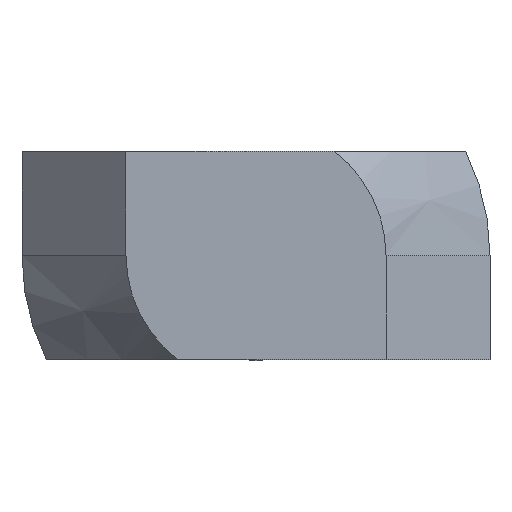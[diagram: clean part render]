
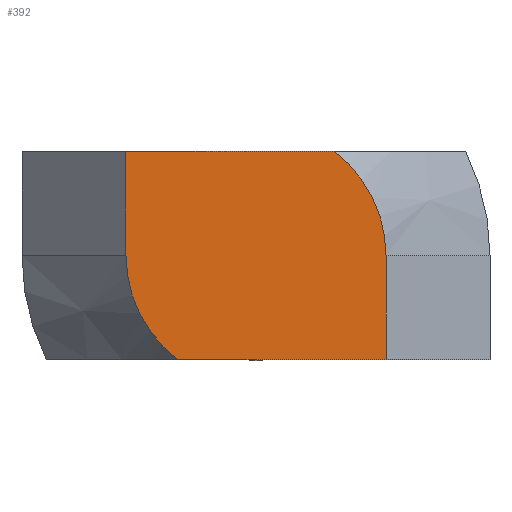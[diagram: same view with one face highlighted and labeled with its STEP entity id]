
A CAD part, top view. The second image highlights one B-rep face of the part: STEP entity #392.
In plain terms, the highlighted planar face has unit normal (0, 0, 1).
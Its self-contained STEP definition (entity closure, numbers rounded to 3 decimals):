
#47=LINE('',#651,#81);
#51=LINE('',#659,#85);
#53=LINE('',#662,#87);
#54=LINE('',#664,#88);
#81=VECTOR('',#530,4.);
#85=VECTOR('',#538,4.);
#87=VECTOR('',#542,8.);
#88=VECTOR('',#545,8.);
#100=PLANE('',#432);
#134=FACE_OUTER_BOUND('',#162,.T.);
#162=EDGE_LOOP('',(#351,#352,#353,#354,#355,#356));
#175=CIRCLE('',#420,5.);
#178=CIRCLE('',#426,5.);
#202=VERTEX_POINT('',#618);
#204=VERTEX_POINT('',#623);
#208=VERTEX_POINT('',#638);
#209=VERTEX_POINT('',#642);
#211=VERTEX_POINT('',#650);
#213=VERTEX_POINT('',#658);
#244=EDGE_CURVE('',#204,#202,#175,.T.);
#253=EDGE_CURVE('',#209,#208,#178,.T.);
#257=EDGE_CURVE('',#204,#211,#47,.T.);
#261=EDGE_CURVE('',#213,#209,#51,.T.);
#263=EDGE_CURVE('',#211,#208,#53,.T.);
#264=EDGE_CURVE('',#213,#202,#54,.T.);
#351=ORIENTED_EDGE('',*,*,#244,.T.);
#352=ORIENTED_EDGE('',*,*,#264,.F.);
#353=ORIENTED_EDGE('',*,*,#261,.T.);
#354=ORIENTED_EDGE('',*,*,#253,.T.);
#355=ORIENTED_EDGE('',*,*,#263,.F.);
#356=ORIENTED_EDGE('',*,*,#257,.F.);
#392=ADVANCED_FACE('',(#134),#100,.T.);
#420=AXIS2_PLACEMENT_3D('',#624,#504,#505);
#426=AXIS2_PLACEMENT_3D('',#643,#521,#522);
#432=AXIS2_PLACEMENT_3D('',#663,#543,#544);
#504=DIRECTION('center_axis',(0.,0.,1.));
#505=DIRECTION('ref_axis',(1.,0.,0.));
#521=DIRECTION('center_axis',(0.,0.,1.));
#522=DIRECTION('ref_axis',(-1.,0.,0.));
#530=DIRECTION('',(0.,-1.,0.));
#538=DIRECTION('',(0.,-1.,0.));
#542=DIRECTION('',(-1.,0.,0.));
#543=DIRECTION('center_axis',(0.,0.,1.));
#544=DIRECTION('ref_axis',(1.,0.,0.));
#545=DIRECTION('',(1.,0.,0.));
#618=CARTESIAN_POINT('',(3.,4.,0.));
#623=CARTESIAN_POINT('',(5.,0.,0.));
#624=CARTESIAN_POINT('Origin',(0.,0.,0.));
#638=CARTESIAN_POINT('',(-3.,-4.,0.));
#642=CARTESIAN_POINT('',(-5.,0.,0.));
#643=CARTESIAN_POINT('Origin',(0.,0.,0.));
#650=CARTESIAN_POINT('',(5.,-4.,0.));
#651=CARTESIAN_POINT('',(5.,0.,0.));
#658=CARTESIAN_POINT('',(-5.,4.,0.));
#659=CARTESIAN_POINT('',(-5.,0.,0.));
#662=CARTESIAN_POINT('',(5.,-4.,0.));
#663=CARTESIAN_POINT('Origin',(-5.,0.,0.));
#664=CARTESIAN_POINT('',(5.,4.,0.));
